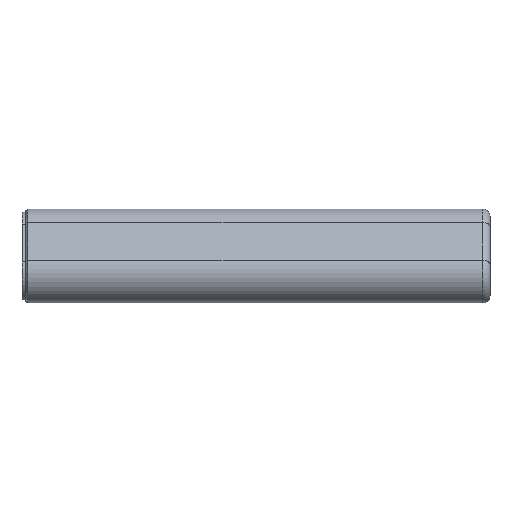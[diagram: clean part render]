
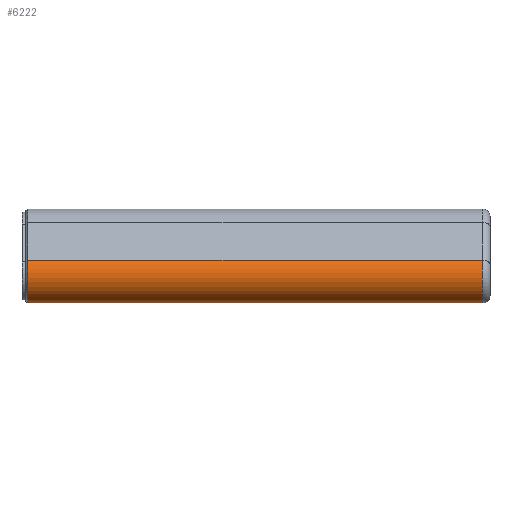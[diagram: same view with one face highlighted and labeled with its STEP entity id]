
A CAD part, front view. The second image highlights one B-rep face of the part: STEP entity #6222.
In plain terms, the highlighted cylindrical face has radius 7.392 mm (diameter 14.783 mm), a partial arc.
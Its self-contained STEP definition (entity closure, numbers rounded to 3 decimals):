
#732=FACE_OUTER_BOUND('',#1098,.T.);
#1098=EDGE_LOOP('',(#5643,#5644,#5645,#5646));
#1172=CIRCLE('',#6366,7.392);
#1216=CIRCLE('',#6654,7.392);
#1493=LINE('',#10088,#2164);
#1867=LINE('',#11209,#2538);
#2164=VECTOR('',#7303,10.);
#2538=VECTOR('',#8145,10.);
#2849=VERTEX_POINT('',#9620);
#2851=VERTEX_POINT('',#9626);
#2904=VERTEX_POINT('',#10087);
#3137=VERTEX_POINT('',#11208);
#3484=EDGE_CURVE('',#2851,#2849,#1172,.T.);
#3574=EDGE_CURVE('',#2904,#2849,#1493,.T.);
#3999=EDGE_CURVE('',#3137,#2851,#1867,.T.);
#4000=EDGE_CURVE('',#2904,#3137,#1216,.T.);
#5643=ORIENTED_EDGE('',*,*,#3484,.F.);
#5644=ORIENTED_EDGE('',*,*,#3999,.F.);
#5645=ORIENTED_EDGE('',*,*,#4000,.F.);
#5646=ORIENTED_EDGE('',*,*,#3574,.T.);
#5890=CYLINDRICAL_SURFACE('',#6653,7.392);
#6222=ADVANCED_FACE('',(#732),#5890,.T.);
#6366=AXIS2_PLACEMENT_3D('',#9628,#7136,#7137);
#6653=AXIS2_PLACEMENT_3D('',#11207,#8143,#8144);
#6654=AXIS2_PLACEMENT_3D('',#11210,#8146,#8147);
#7136=DIRECTION('center_axis',(-1.,0.,0.));
#7137=DIRECTION('ref_axis',(0.,-0.851,0.525));
#7303=DIRECTION('',(-1.,0.,0.));
#8143=DIRECTION('center_axis',(-1.,0.,0.));
#8144=DIRECTION('ref_axis',(0.,-0.851,0.525));
#8145=DIRECTION('',(-1.,0.,0.));
#8146=DIRECTION('center_axis',(1.,0.,0.));
#8147=DIRECTION('ref_axis',(0.,-0.873,-0.487));
#9620=CARTESIAN_POINT('',(101.055,-258.728,8.332));
#9626=CARTESIAN_POINT('',(101.055,-252.439,-2.944));
#9628=CARTESIAN_POINT('Origin',(101.055,-252.439,4.448));
#10087=CARTESIAN_POINT('',(221.495,-258.728,8.332));
#10088=CARTESIAN_POINT('',(224.52,-258.728,8.332));
#11207=CARTESIAN_POINT('Origin',(224.52,-252.439,4.448));
#11208=CARTESIAN_POINT('',(221.495,-252.439,-2.944));
#11209=CARTESIAN_POINT('',(224.52,-252.439,-2.944));
#11210=CARTESIAN_POINT('Origin',(221.495,-252.439,4.448));
